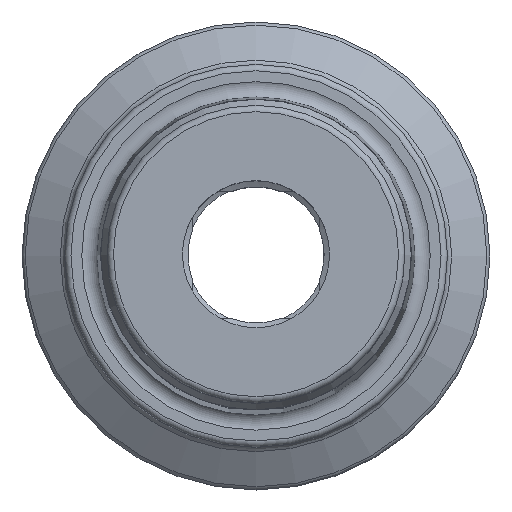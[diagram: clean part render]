
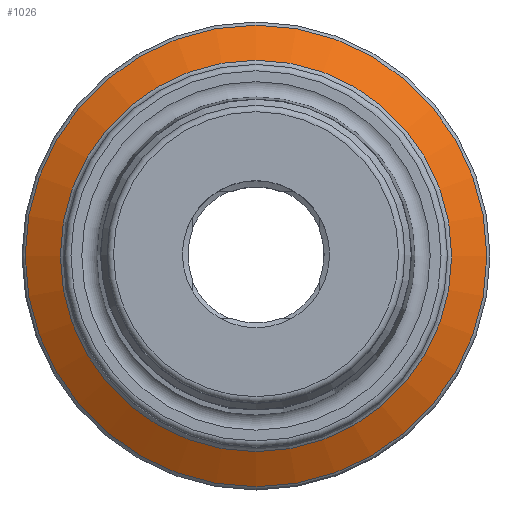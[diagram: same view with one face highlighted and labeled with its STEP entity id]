
A CAD part, top view. The second image highlights one B-rep face of the part: STEP entity #1026.
In plain terms, the highlighted conical face has half-angle 60 degrees and reference radius 9 mm.
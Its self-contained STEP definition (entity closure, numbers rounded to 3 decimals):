
#30=CONICAL_SURFACE('',#1109,9.,1.047);
#199=ORIENTED_EDGE('',*,*,#347,.T.);
#200=ORIENTED_EDGE('',*,*,#348,.T.);
#347=EDGE_CURVE('',#420,#420,#473,.T.);
#348=EDGE_CURVE('',#421,#421,#474,.T.);
#420=VERTEX_POINT('',#1527);
#421=VERTEX_POINT('',#1529);
#473=CIRCLE('',#1110,10.85);
#474=CIRCLE('',#1111,9.2);
#520=EDGE_LOOP('',(#199));
#521=EDGE_LOOP('',(#200));
#596=FACE_BOUND('',#520,.T.);
#597=FACE_BOUND('',#521,.T.);
#1026=ADVANCED_FACE('',(#596,#597),#30,.T.);
#1109=AXIS2_PLACEMENT_3D('',#1525,#1290,#1291);
#1110=AXIS2_PLACEMENT_3D('',#1526,#1292,#1293);
#1111=AXIS2_PLACEMENT_3D('',#1528,#1294,#1295);
#1290=DIRECTION('',(0.,0.,-1.));
#1291=DIRECTION('',(-1.,0.,0.));
#1292=DIRECTION('',(0.,0.,1.));
#1293=DIRECTION('',(1.,0.,0.));
#1294=DIRECTION('',(0.,0.,-1.));
#1295=DIRECTION('',(-1.,0.,0.));
#1525=CARTESIAN_POINT('',(0.,0.,3.));
#1526=CARTESIAN_POINT('',(0.,0.,1.932));
#1527=CARTESIAN_POINT('',(10.85,0.,1.932));
#1528=CARTESIAN_POINT('',(0.,0.,2.885));
#1529=CARTESIAN_POINT('',(-9.2,0.,2.885));
